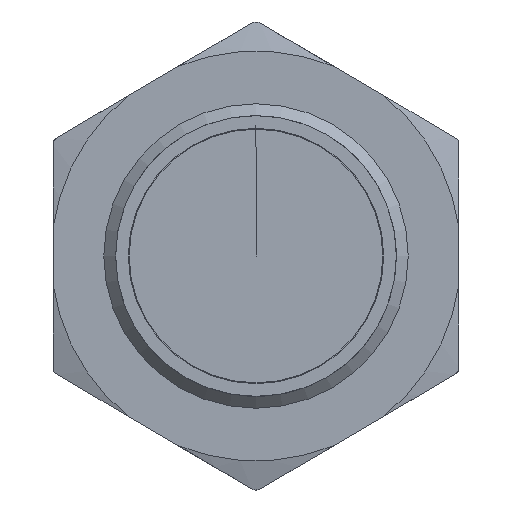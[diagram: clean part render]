
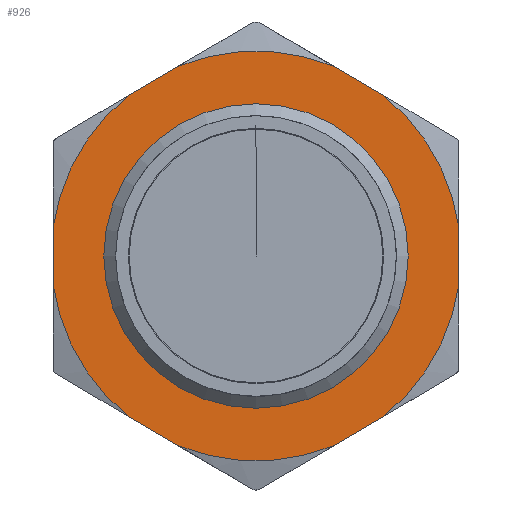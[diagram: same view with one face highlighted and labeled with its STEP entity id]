
A CAD part, left-side view. The second image highlights one B-rep face of the part: STEP entity #926.
In plain terms, the highlighted face is planar.
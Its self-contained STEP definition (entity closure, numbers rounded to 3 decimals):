
#926 = ADVANCED_FACE( '', ( #1827, #1828 ), #1829, .F. );
#1827 = FACE_BOUND( '', #2747, .T. );
#1828 = FACE_OUTER_BOUND( '', #2748, .T. );
#1829 = PLANE( '', #2749 );
#2747 = EDGE_LOOP( '', ( #4244 ) );
#2748 = EDGE_LOOP( '', ( #4245, #4246, #4247, #4248, #4249, #4250, #4251, #4252, #4253, #4254, #4255, #4256 ) );
#2749 = AXIS2_PLACEMENT_3D( '', #4257, #4258, #4259 );
#4244 = ORIENTED_EDGE( '', *, *, #5260, .T. );
#4245 = ORIENTED_EDGE( '', *, *, #5357, .F. );
#4246 = ORIENTED_EDGE( '', *, *, #5210, .T. );
#4247 = ORIENTED_EDGE( '', *, *, #5358, .F. );
#4248 = ORIENTED_EDGE( '', *, *, #5359, .T. );
#4249 = ORIENTED_EDGE( '', *, *, #4980, .F. );
#4250 = ORIENTED_EDGE( '', *, *, #5360, .T. );
#4251 = ORIENTED_EDGE( '', *, *, #5361, .F. );
#4252 = ORIENTED_EDGE( '', *, *, #5362, .T. );
#4253 = ORIENTED_EDGE( '', *, *, #5363, .F. );
#4254 = ORIENTED_EDGE( '', *, *, #5364, .T. );
#4255 = ORIENTED_EDGE( '', *, *, #5365, .F. );
#4256 = ORIENTED_EDGE( '', *, *, #5366, .T. );
#4257 = CARTESIAN_POINT( '', ( -13.918, 0., 4. ) );
#4258 = DIRECTION( '', ( 0., 0., -1. ) );
#4259 = DIRECTION( '', ( -1., 0., 0. ) );
#4980 = EDGE_CURVE( '', #5759, #5749, #5761, .T. );
#5210 = EDGE_CURVE( '', #6109, #6111, #6113, .F. );
#5260 = EDGE_CURVE( '', #6185, #6185, #6186, .T. );
#5357 = EDGE_CURVE( '', #6109, #6315, #6316, .T. );
#5358 = EDGE_CURVE( '', #6317, #6111, #6318, .T. );
#5359 = EDGE_CURVE( '', #6317, #5749, #6319, .F. );
#5360 = EDGE_CURVE( '', #5759, #6320, #6321, .F. );
#5361 = EDGE_CURVE( '', #6322, #6320, #6323, .T. );
#5362 = EDGE_CURVE( '', #6322, #6324, #6325, .F. );
#5363 = EDGE_CURVE( '', #6326, #6324, #6327, .T. );
#5364 = EDGE_CURVE( '', #6326, #6328, #6329, .F. );
#5365 = EDGE_CURVE( '', #6330, #6328, #6331, .T. );
#5366 = EDGE_CURVE( '', #6330, #6315, #6332, .F. );
#5749 = VERTEX_POINT( '', #6820 );
#5759 = VERTEX_POINT( '', #6841 );
#5761 = LINE( '', #6846, #6847 );
#6109 = VERTEX_POINT( '', #7443 );
#6111 = VERTEX_POINT( '', #7448 );
#6113 = CIRCLE( '', #7453, 12.118 );
#6185 = VERTEX_POINT( '', #7545 );
#6186 = CIRCLE( '', #7546, 9. );
#6315 = VERTEX_POINT( '', #7714 );
#6316 = LINE( '', #7715, #7716 );
#6317 = VERTEX_POINT( '', #7717 );
#6318 = LINE( '', #7718, #7719 );
#6319 = CIRCLE( '', #7720, 12.118 );
#6320 = VERTEX_POINT( '', #7721 );
#6321 = CIRCLE( '', #7722, 12.118 );
#6322 = VERTEX_POINT( '', #7723 );
#6323 = LINE( '', #7724, #7725 );
#6324 = VERTEX_POINT( '', #7726 );
#6325 = CIRCLE( '', #7727, 12.118 );
#6326 = VERTEX_POINT( '', #7728 );
#6327 = LINE( '', #7729, #7730 );
#6328 = VERTEX_POINT( '', #7731 );
#6329 = CIRCLE( '', #7732, 12.118 );
#6330 = VERTEX_POINT( '', #7733 );
#6331 = LINE( '', #7734, #7735 );
#6332 = CIRCLE( '', #7736, 12.118 );
#6820 = CARTESIAN_POINT( '', ( 9.489, -7.537, 4. ) );
#6841 = CARTESIAN_POINT( '', ( 11.202, -4.622, 4. ) );
#6846 = CARTESIAN_POINT( '', ( 13.918, 0., 4. ) );
#6847 = VECTOR( '', #8184, 1000. );
#7443 = CARTESIAN_POINT( '', ( -9.489, -7.537, 4. ) );
#7448 = CARTESIAN_POINT( '', ( -1.69, -12., 4. ) );
#7453 = AXIS2_PLACEMENT_3D( '', #8478, #8479, #8480 );
#7545 = CARTESIAN_POINT( '', ( -9., 0., 4. ) );
#7546 = AXIS2_PLACEMENT_3D( '', #8546, #8547, #8548 );
#7714 = CARTESIAN_POINT( '', ( -11.202, -4.622, 4. ) );
#7715 = CARTESIAN_POINT( '', ( -13.918, 0., 4. ) );
#7716 = VECTOR( '', #8658, 1000. );
#7717 = CARTESIAN_POINT( '', ( 1.69, -12., 4. ) );
#7718 = CARTESIAN_POINT( '', ( -6.867, -12., 4. ) );
#7719 = VECTOR( '', #8659, 1000. );
#7720 = AXIS2_PLACEMENT_3D( '', #8660, #8661, #8662 );
#7721 = CARTESIAN_POINT( '', ( 11.202, 4.622, 4. ) );
#7722 = AXIS2_PLACEMENT_3D( '', #8663, #8664, #8665 );
#7723 = CARTESIAN_POINT( '', ( 9.489, 7.537, 4. ) );
#7724 = CARTESIAN_POINT( '', ( 13.918, 0., 4. ) );
#7725 = VECTOR( '', #8666, 1000. );
#7726 = CARTESIAN_POINT( '', ( 1.69, 12., 4. ) );
#7727 = AXIS2_PLACEMENT_3D( '', #8667, #8668, #8669 );
#7728 = CARTESIAN_POINT( '', ( -1.69, 12., 4. ) );
#7729 = CARTESIAN_POINT( '', ( -6.867, 12., 4. ) );
#7730 = VECTOR( '', #8670, 1000. );
#7731 = CARTESIAN_POINT( '', ( -9.489, 7.537, 4. ) );
#7732 = AXIS2_PLACEMENT_3D( '', #8671, #8672, #8673 );
#7733 = CARTESIAN_POINT( '', ( -11.202, 4.622, 4. ) );
#7734 = CARTESIAN_POINT( '', ( -13.918, 0., 4. ) );
#7735 = VECTOR( '', #8674, 1000. );
#7736 = AXIS2_PLACEMENT_3D( '', #8675, #8676, #8677 );
#8184 = DIRECTION( '', ( -0.507, -0.862, 0. ) );
#8478 = CARTESIAN_POINT( '', ( 0., 0., 4. ) );
#8479 = DIRECTION( '', ( 0., 0., -1. ) );
#8480 = DIRECTION( '', ( -1., 0., 0. ) );
#8546 = CARTESIAN_POINT( '', ( 0., 0., 4. ) );
#8547 = DIRECTION( '', ( 0., 0., -1. ) );
#8548 = DIRECTION( '', ( -1., 0., 0. ) );
#8658 = DIRECTION( '', ( -0.507, 0.862, 0. ) );
#8659 = DIRECTION( '', ( -1., 0., 0. ) );
#8660 = CARTESIAN_POINT( '', ( 0., 0., 4. ) );
#8661 = DIRECTION( '', ( 0., 0., -1. ) );
#8662 = DIRECTION( '', ( -1., 0., 0. ) );
#8663 = CARTESIAN_POINT( '', ( 0., 0., 4. ) );
#8664 = DIRECTION( '', ( 0., 0., -1. ) );
#8665 = DIRECTION( '', ( -1., 0., 0. ) );
#8666 = DIRECTION( '', ( 0.507, -0.862, 0. ) );
#8667 = CARTESIAN_POINT( '', ( 0., 0., 4. ) );
#8668 = DIRECTION( '', ( 0., 0., -1. ) );
#8669 = DIRECTION( '', ( -1., 0., 0. ) );
#8670 = DIRECTION( '', ( 1., 0., 0. ) );
#8671 = CARTESIAN_POINT( '', ( 0., 0., 4. ) );
#8672 = DIRECTION( '', ( 0., 0., -1. ) );
#8673 = DIRECTION( '', ( -1., 0., 0. ) );
#8674 = DIRECTION( '', ( 0.507, 0.862, 0. ) );
#8675 = CARTESIAN_POINT( '', ( 0., 0., 4. ) );
#8676 = DIRECTION( '', ( 0., 0., -1. ) );
#8677 = DIRECTION( '', ( -1., 0., 0. ) );
